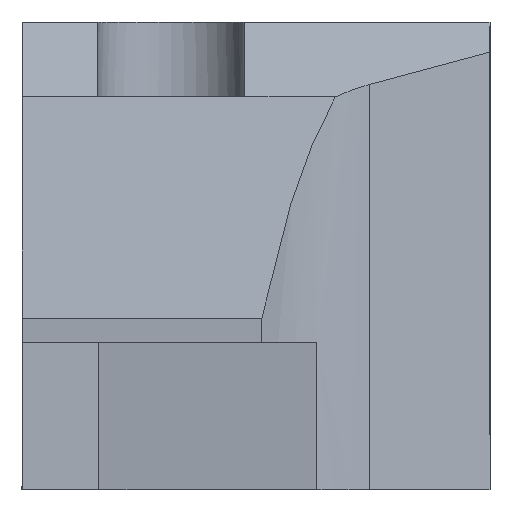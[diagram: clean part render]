
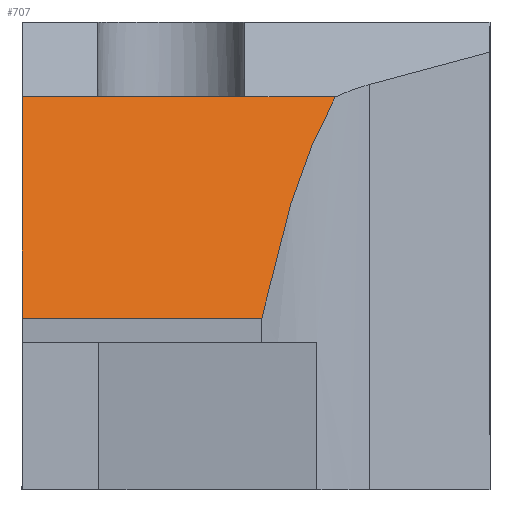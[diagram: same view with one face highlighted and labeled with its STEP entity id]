
A CAD part, left-side view. The second image highlights one B-rep face of the part: STEP entity #707.
In plain terms, the highlighted planar face has unit normal (-0.966, 0, 0.259).
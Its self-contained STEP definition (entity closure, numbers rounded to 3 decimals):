
#105 = CARTESIAN_POINT ( 'NONE',  ( -95., 4.645, -1.263 ) ) ;
#177 = VERTEX_POINT ( 'NONE', #408 ) ;
#189 = ORIENTED_EDGE ( 'NONE', *, *, #866, .T. ) ;
#224 = VERTEX_POINT ( 'NONE', #105 ) ;
#229 = EDGE_CURVE ( 'NONE', #1504, #304, #986, .T. ) ;
#300 = CARTESIAN_POINT ( 'NONE',  ( -95., 9.525, -1.263 ) ) ;
#304 = VERTEX_POINT ( 'NONE', #1109 ) ;
#319 = CARTESIAN_POINT ( 'NONE',  ( -93.794, 136.963, 3.237 ) ) ;
#372 = CARTESIAN_POINT ( 'NONE',  ( -93.794, 3.147, 3.237 ) ) ;
#408 = CARTESIAN_POINT ( 'NONE',  ( -93.794, 4.989, 3.237 ) ) ;
#432 = VECTOR ( 'NONE', #433, 1000. ) ;
#433 = DIRECTION ( 'NONE',  ( 0.259, 0., 0.966 ) ) ;
#464 = ORIENTED_EDGE ( 'NONE', *, *, #1313, .F. ) ;
#488 = CARTESIAN_POINT ( 'NONE',  ( -95., 4.645, -1.263 ) ) ;
#500 = EDGE_LOOP ( 'NONE', ( #189, #1519, #464, #568, #992, #1069 ) ) ;
#501 = EDGE_CURVE ( 'NONE', #224, #586, #1530, .T. ) ;
#568 = ORIENTED_EDGE ( 'NONE', *, *, #1126, .F. ) ;
#569 = DIRECTION ( 'NONE',  ( 0., -1., 0. ) ) ;
#586 = VERTEX_POINT ( 'NONE', #941 ) ;
#659 = CARTESIAN_POINT ( 'NONE',  ( -93.794, 136.963, 3.237 ) ) ;
#704 = CARTESIAN_POINT ( 'NONE',  ( -93.794, 136.963, 3.237 ) ) ;
#707 = ADVANCED_FACE ( 'NONE', ( #1232 ), #795, .T. ) ;
#713 = LINE ( 'NONE', #1225, #1123 ) ;
#732 = DIRECTION ( 'NONE',  ( -0.259, 0., -0.966 ) ) ;
#753 = VECTOR ( 'NONE', #1424, 1000. ) ;
#795 = PLANE ( 'NONE',  #1474 ) ;
#843 = VECTOR ( 'NONE', #1614, 1000. ) ;
#851 = DIRECTION ( 'NONE',  ( -0.966, 0., 0.259 ) ) ;
#866 = EDGE_CURVE ( 'NONE', #1504, #224, #713, .T. ) ;
#933 = VECTOR ( 'NONE', #569, 1000. ) ;
#941 = CARTESIAN_POINT ( 'NONE',  ( -93.794, 3.147, 3.237 ) ) ;
#942 = VERTEX_POINT ( 'NONE', #1521 ) ;
#968 = CARTESIAN_POINT ( 'NONE',  ( -95., 136.963, -1.263 ) ) ;
#986 = LINE ( 'NONE', #1598, #432 ) ;
#992 = ORIENTED_EDGE ( 'NONE', *, *, #1555, .F. ) ;
#1003 = CARTESIAN_POINT ( 'NONE',  ( -94.073, 3.738, 2.197 ) ) ;
#1069 = ORIENTED_EDGE ( 'NONE', *, *, #229, .F. ) ;
#1109 = CARTESIAN_POINT ( 'NONE',  ( -93.794, 9.525, 3.237 ) ) ;
#1123 = VECTOR ( 'NONE', #1490, 1000. ) ;
#1126 = EDGE_CURVE ( 'NONE', #942, #177, #1242, .T. ) ;
#1214 = LINE ( 'NONE', #704, #843 ) ;
#1225 = CARTESIAN_POINT ( 'NONE',  ( -95., 136.963, -1.263 ) ) ;
#1232 = FACE_OUTER_BOUND ( 'NONE', #500, .T. ) ;
#1242 = LINE ( 'NONE', #659, #753 ) ;
#1313 = EDGE_CURVE ( 'NONE', #177, #586, #1214, .T. ) ;
#1424 = DIRECTION ( 'NONE',  ( 0., -1., 0. ) ) ;
#1446 = LINE ( 'NONE', #319, #933 ) ;
#1474 = AXIS2_PLACEMENT_3D ( 'NONE', #968, #851, #732 ) ;
#1490 = DIRECTION ( 'NONE',  ( 0., -1., 0. ) ) ;
#1504 = VERTEX_POINT ( 'NONE', #300 ) ;
#1510 = CARTESIAN_POINT ( 'NONE',  ( -94.483, 4.247, 0.668 ) ) ;
#1519 = ORIENTED_EDGE ( 'NONE', *, *, #501, .T. ) ;
#1521 = CARTESIAN_POINT ( 'NONE',  ( -93.794, 7.989, 3.237 ) ) ;
#1530 =( BOUNDED_CURVE ( )  B_SPLINE_CURVE ( 3, ( #488, #1510, #1003, #372 ),
 .UNSPECIFIED., .F., .F. ) 
 B_SPLINE_CURVE_WITH_KNOTS ( ( 4, 4 ),
 ( 2.227, 2.7 ),
 .UNSPECIFIED. ) 
 CURVE ( )  GEOMETRIC_REPRESENTATION_ITEM ( )  RATIONAL_B_SPLINE_CURVE ( ( 1., 0.981, 0.981, 1. ) ) 
 REPRESENTATION_ITEM ( '' )  );
#1555 = EDGE_CURVE ( 'NONE', #304, #942, #1446, .T. ) ;
#1598 = CARTESIAN_POINT ( 'NONE',  ( -89.511, 9.525, 19.222 ) ) ;
#1614 = DIRECTION ( 'NONE',  ( 0., -1., 0. ) ) ;
